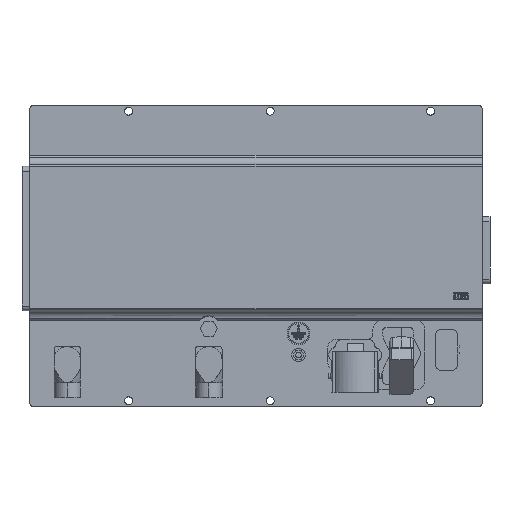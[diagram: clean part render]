
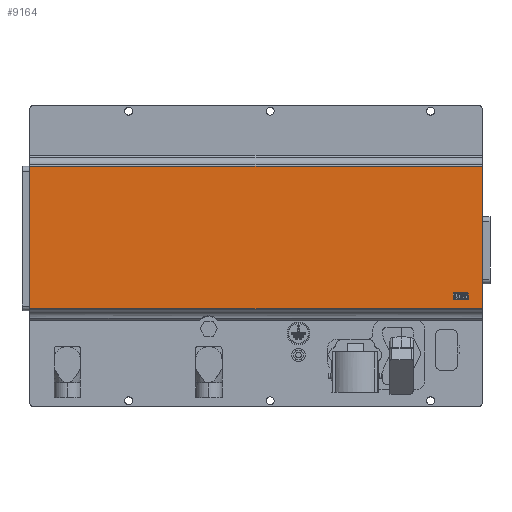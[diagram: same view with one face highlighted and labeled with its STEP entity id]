
A CAD part, front view. The second image highlights one B-rep face of the part: STEP entity #9164.
In plain terms, the highlighted face is planar.
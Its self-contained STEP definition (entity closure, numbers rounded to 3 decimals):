
#40 = ORIENTED_EDGE ( 'NONE', *, *, #21290, .F. ) ;
#431 = EDGE_CURVE ( 'NONE', #1581, #10717, #10576, .T. ) ;
#1000 = LINE ( 'NONE', #11760, #18318 ) ;
#1002 = ORIENTED_EDGE ( 'NONE', *, *, #7229, .F. ) ;
#1180 = EDGE_LOOP ( 'NONE', ( #8681, #20480, #18592, #6601, #1002, #14592, #40, #12704 ) ) ;
#1581 = VERTEX_POINT ( 'NONE', #2145 ) ;
#1593 = CARTESIAN_POINT ( 'NONE',  ( -1.1, 480., 53. ) ) ;
#2145 = CARTESIAN_POINT ( 'NONE',  ( -1.1, 480., 64.871 ) ) ;
#2303 = CARTESIAN_POINT ( 'NONE',  ( -1.1, 0., 189.5 ) ) ;
#2657 = LINE ( 'NONE', #2303, #20115 ) ;
#2876 = LINE ( 'NONE', #15270, #16117 ) ;
#3032 = CARTESIAN_POINT ( 'NONE',  ( -1.1, 480., 215.179 ) ) ;
#3249 = CARTESIAN_POINT ( 'NONE',  ( -1.1, 480., 53. ) ) ;
#3422 = CARTESIAN_POINT ( 'NONE',  ( -1.1, 480., 218. ) ) ;
#5202 = CARTESIAN_POINT ( 'NONE',  ( -1.1, 0., 186.679 ) ) ;
#5576 = AXIS2_PLACEMENT_3D ( 'NONE', #8555, #11726, #10184 ) ;
#5640 = CARTESIAN_POINT ( 'NONE',  ( -1.1, 0., 121.321 ) ) ;
#5860 = DIRECTION ( 'NONE',  ( 0., 0., 1. ) ) ;
#5984 = EDGE_CURVE ( 'NONE', #15593, #15924, #19292, .T. ) ;
#6215 = CARTESIAN_POINT ( 'NONE',  ( -1.1, 0., 189.5 ) ) ;
#6601 = ORIENTED_EDGE ( 'NONE', *, *, #11326, .T. ) ;
#6976 = VECTOR ( 'NONE', #15645, 1000. ) ;
#7101 = VECTOR ( 'NONE', #10546, 1000. ) ;
#7229 = EDGE_CURVE ( 'NONE', #23105, #15358, #18632, .T. ) ;
#8094 = FACE_OUTER_BOUND ( 'NONE', #1180, .T. ) ;
#8148 = LINE ( 'NONE', #10132, #16650 ) ;
#8555 = CARTESIAN_POINT ( 'NONE',  ( -1.1, 40., 189.5 ) ) ;
#8663 = VECTOR ( 'NONE', #8720, 1000. ) ;
#8681 = ORIENTED_EDGE ( 'NONE', *, *, #431, .T. ) ;
#8720 = DIRECTION ( 'NONE',  ( 0., 0., 1. ) ) ;
#9164 = ADVANCED_FACE ( 'NONE', ( #8094 ), #22866, .T. ) ;
#9434 = CARTESIAN_POINT ( 'NONE',  ( -1.1, 480., 67.821 ) ) ;
#9999 = DIRECTION ( 'NONE',  ( 0., -1., 0. ) ) ;
#10016 = DIRECTION ( 'NONE',  ( 0., 0., 1. ) ) ;
#10132 = CARTESIAN_POINT ( 'NONE',  ( -1.1, 0., 118.5 ) ) ;
#10184 = DIRECTION ( 'NONE',  ( 0., 0., -1. ) ) ;
#10546 = DIRECTION ( 'NONE',  ( 0., 0., -1. ) ) ;
#10576 = LINE ( 'NONE', #1593, #8663 ) ;
#10717 = VERTEX_POINT ( 'NONE', #9434 ) ;
#11302 = CARTESIAN_POINT ( 'NONE',  ( -1.1, 0., 64.871 ) ) ;
#11326 = EDGE_CURVE ( 'NONE', #15924, #15358, #1000, .T. ) ;
#11726 = DIRECTION ( 'NONE',  ( 1., 0., 0. ) ) ;
#11760 = CARTESIAN_POINT ( 'NONE',  ( -1.1, 1100., 216.129 ) ) ;
#11988 = DIRECTION ( 'NONE',  ( 0., 1., 0. ) ) ;
#12091 = EDGE_CURVE ( 'NONE', #17069, #1581, #2876, .T. ) ;
#12237 = VERTEX_POINT ( 'NONE', #5640 ) ;
#12661 = EDGE_CURVE ( 'NONE', #15593, #10717, #15839, .T. ) ;
#12704 = ORIENTED_EDGE ( 'NONE', *, *, #12091, .T. ) ;
#14592 = ORIENTED_EDGE ( 'NONE', *, *, #18401, .F. ) ;
#15270 = CARTESIAN_POINT ( 'NONE',  ( -1.1, 1100., 64.871 ) ) ;
#15336 = CARTESIAN_POINT ( 'NONE',  ( -1.1, 0., 216.129 ) ) ;
#15358 = VERTEX_POINT ( 'NONE', #15336 ) ;
#15593 = VERTEX_POINT ( 'NONE', #3032 ) ;
#15645 = DIRECTION ( 'NONE',  ( 0., 0., 1. ) ) ;
#15839 = LINE ( 'NONE', #3422, #7101 ) ;
#15924 = VERTEX_POINT ( 'NONE', #18538 ) ;
#16117 = VECTOR ( 'NONE', #11988, 1000. ) ;
#16650 = VECTOR ( 'NONE', #10016, 1000. ) ;
#17069 = VERTEX_POINT ( 'NONE', #11302 ) ;
#18318 = VECTOR ( 'NONE', #9999, 1000. ) ;
#18401 = EDGE_CURVE ( 'NONE', #12237, #23105, #8148, .T. ) ;
#18538 = CARTESIAN_POINT ( 'NONE',  ( -1.1, 480., 216.129 ) ) ;
#18592 = ORIENTED_EDGE ( 'NONE', *, *, #5984, .T. ) ;
#18632 = LINE ( 'NONE', #6215, #21228 ) ;
#19134 = DIRECTION ( 'NONE',  ( 0., 0., 1. ) ) ;
#19292 = LINE ( 'NONE', #3249, #6976 ) ;
#20115 = VECTOR ( 'NONE', #19134, 1000. ) ;
#20480 = ORIENTED_EDGE ( 'NONE', *, *, #12661, .F. ) ;
#21228 = VECTOR ( 'NONE', #5860, 1000. ) ;
#21290 = EDGE_CURVE ( 'NONE', #17069, #12237, #2657, .T. ) ;
#22866 = PLANE ( 'NONE',  #5576 ) ;
#23105 = VERTEX_POINT ( 'NONE', #5202 ) ;
